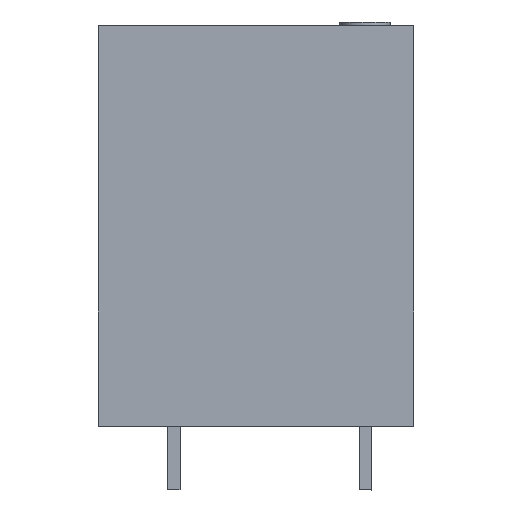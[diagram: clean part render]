
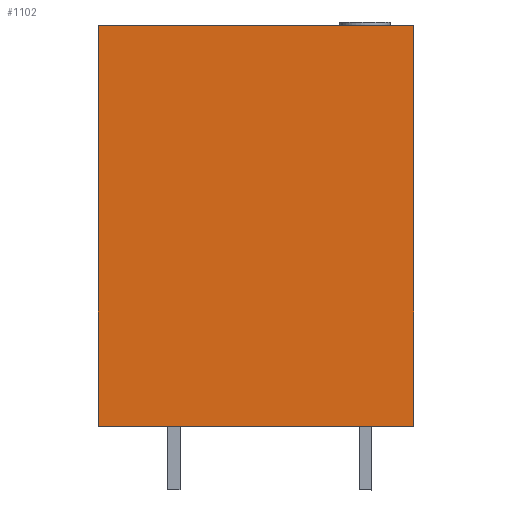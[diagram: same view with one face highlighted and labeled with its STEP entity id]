
A CAD part, left-side view. The second image highlights one B-rep face of the part: STEP entity #1102.
In plain terms, the highlighted planar face has unit normal (-1, 0, 0).
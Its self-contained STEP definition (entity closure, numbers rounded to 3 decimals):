
#1075=AXIS2_PLACEMENT_3D('Plane Axis2P3D',#1072,#1073,#1074) ;
#224=CARTESIAN_POINT('Line Origine',(0.,12.35,36.3)) ;
#228=CARTESIAN_POINT('Vertex',(0.,0.,36.3)) ;
#230=CARTESIAN_POINT('Vertex',(0.,24.7,36.3)) ;
#1072=CARTESIAN_POINT('Axis2P3D Location',(0.,24.7,0.)) ;
#1077=CARTESIAN_POINT('Line Origine',(0.,24.7,20.65)) ;
#1081=CARTESIAN_POINT('Vertex',(0.,24.7,5.)) ;
#1084=CARTESIAN_POINT('Line Origine',(0.,12.35,5.)) ;
#1088=CARTESIAN_POINT('Vertex',(0.,0.,5.)) ;
#1091=CARTESIAN_POINT('Line Origine',(0.,0.,20.65)) ;
#225=DIRECTION('Vector Direction',(0.,-1.,0.)) ;
#1073=DIRECTION('Axis2P3D Direction',(-1.,0.,0.)) ;
#1074=DIRECTION('Axis2P3D XDirection',(0.,-1.,0.)) ;
#1078=DIRECTION('Vector Direction',(0.,0.,-1.)) ;
#1085=DIRECTION('Vector Direction',(0.,-1.,0.)) ;
#1092=DIRECTION('Vector Direction',(0.,0.,1.)) ;
#226=VECTOR('Line Direction',#225,1.) ;
#1079=VECTOR('Line Direction',#1078,1.) ;
#1086=VECTOR('Line Direction',#1085,1.) ;
#1093=VECTOR('Line Direction',#1092,1.) ;
#1097=ORIENTED_EDGE('',*,*,#232,.T.) ;
#1098=ORIENTED_EDGE('',*,*,#1083,.T.) ;
#1099=ORIENTED_EDGE('',*,*,#1090,.T.) ;
#1100=ORIENTED_EDGE('',*,*,#1095,.T.) ;
#1102=ADVANCED_FACE('HOUSING',(#1101),#1076,.T.) ;
#232=EDGE_CURVE('',#229,#231,#227,.F.) ;
#1083=EDGE_CURVE('',#231,#1082,#1080,.T.) ;
#1090=EDGE_CURVE('',#1082,#1089,#1087,.T.) ;
#1095=EDGE_CURVE('',#1089,#229,#1094,.T.) ;
#1096=EDGE_LOOP('',(#1097,#1098,#1099,#1100)) ;
#1101=FACE_OUTER_BOUND('',#1096,.T.) ;
#227=LINE('Line',#224,#226) ;
#1080=LINE('Line',#1077,#1079) ;
#1087=LINE('Line',#1084,#1086) ;
#1094=LINE('Line',#1091,#1093) ;
#1076=PLANE('',#1075) ;
#229=VERTEX_POINT('',#228) ;
#231=VERTEX_POINT('',#230) ;
#1082=VERTEX_POINT('',#1081) ;
#1089=VERTEX_POINT('',#1088) ;
